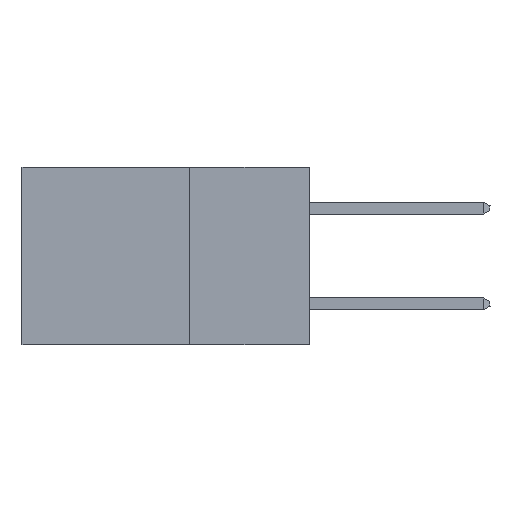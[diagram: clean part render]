
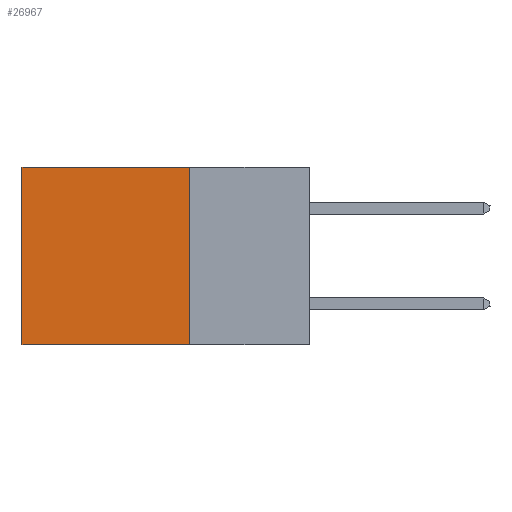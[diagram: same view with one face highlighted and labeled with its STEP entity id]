
A CAD part, left-side view. The second image highlights one B-rep face of the part: STEP entity #26967.
In plain terms, the highlighted planar face has unit normal (-1, 0, 0).
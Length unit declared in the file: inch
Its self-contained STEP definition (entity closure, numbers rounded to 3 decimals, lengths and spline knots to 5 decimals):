
#1394 = EDGE_CURVE ( 'NONE', #21417, #26751, #5136, .T. ) ;
#1963 = CARTESIAN_POINT ( 'NONE',  ( 0.2875, 0.25, 0. ) ) ;
#2245 = CARTESIAN_POINT ( 'NONE',  ( 0.2875, 0.6, 0. ) ) ;
#2489 = EDGE_LOOP ( 'NONE', ( #14940, #24656, #21354, #6199 ) ) ;
#2923 = CARTESIAN_POINT ( 'NONE',  ( 0.2875, 0.25, 0. ) ) ;
#4547 = DIRECTION ( 'NONE',  ( 0., 0., -1. ) ) ;
#4934 = DIRECTION ( 'NONE',  ( 0., 0., -1. ) ) ;
#5136 = LINE ( 'NONE', #17224, #32421 ) ;
#5651 = EDGE_CURVE ( 'NONE', #26030, #33083, #32506, .T. ) ;
#6199 = ORIENTED_EDGE ( 'NONE', *, *, #5651, .T. ) ;
#6481 = CARTESIAN_POINT ( 'NONE',  ( 0.2875, 0.25, -0.37 ) ) ;
#7626 = FACE_OUTER_BOUND ( 'NONE', #2489, .T. ) ;
#11732 = EDGE_CURVE ( 'NONE', #33083, #26751, #28981, .T. ) ;
#12272 = DIRECTION ( 'NONE',  ( 0., 1., 0. ) ) ;
#12633 = CARTESIAN_POINT ( 'NONE',  ( 0.2875, 0.25, 0. ) ) ;
#14940 = ORIENTED_EDGE ( 'NONE', *, *, #11732, .T. ) ;
#15148 = VECTOR ( 'NONE', #4934, 39.37008 ) ;
#17224 = CARTESIAN_POINT ( 'NONE',  ( 0.2875, 0.25, -0.37 ) ) ;
#20369 = PLANE ( 'NONE',  #32215 ) ;
#20410 = DIRECTION ( 'NONE',  ( 0., 1., 0. ) ) ;
#20719 = DIRECTION ( 'NONE',  ( 0., 0., -1. ) ) ;
#21323 = CARTESIAN_POINT ( 'NONE',  ( 0.2875, 0.6, 0. ) ) ;
#21354 = ORIENTED_EDGE ( 'NONE', *, *, #22778, .F. ) ;
#21417 = VERTEX_POINT ( 'NONE', #6481 ) ;
#22778 = EDGE_CURVE ( 'NONE', #26030, #21417, #25783, .T. ) ;
#23261 = DIRECTION ( 'NONE',  ( 1., 0., 0. ) ) ;
#24656 = ORIENTED_EDGE ( 'NONE', *, *, #1394, .F. ) ;
#25783 = LINE ( 'NONE', #1963, #15148 ) ;
#26030 = VERTEX_POINT ( 'NONE', #26284 ) ;
#26284 = CARTESIAN_POINT ( 'NONE',  ( 0.2875, 0.25, 0. ) ) ;
#26751 = VERTEX_POINT ( 'NONE', #27403 ) ;
#26967 = ADVANCED_FACE ( 'NONE', ( #7626 ), #20369, .F. ) ;
#27403 = CARTESIAN_POINT ( 'NONE',  ( 0.2875, 0.6, -0.37 ) ) ;
#28981 = LINE ( 'NONE', #2245, #32728 ) ;
#32215 = AXIS2_PLACEMENT_3D ( 'NONE', #12633, #23261, #4547 ) ;
#32421 = VECTOR ( 'NONE', #20410, 39.37008 ) ;
#32506 = LINE ( 'NONE', #2923, #34174 ) ;
#32728 = VECTOR ( 'NONE', #20719, 39.37008 ) ;
#33083 = VERTEX_POINT ( 'NONE', #21323 ) ;
#34174 = VECTOR ( 'NONE', #12272, 39.37008 ) ;
